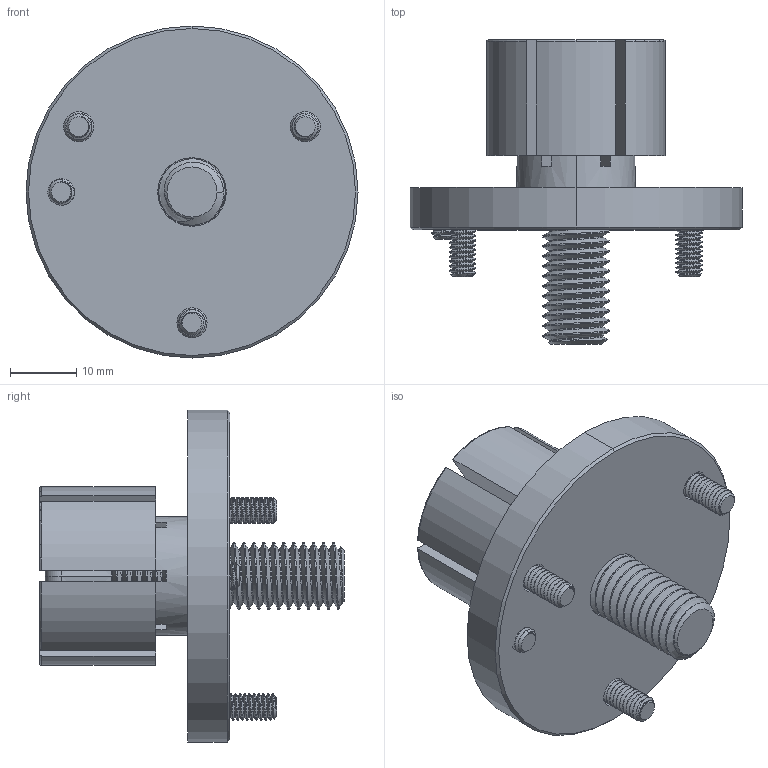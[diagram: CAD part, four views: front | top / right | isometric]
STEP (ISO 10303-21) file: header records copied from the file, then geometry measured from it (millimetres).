
FILE_DESCRIPTION (( 'STEP AP214' ), '1' );
FILE_NAME ('38200DD for Step As Part.STEP', '2022-03-11T19:46:11', ( '' ), ( '' ), 'SwSTEP 2.0', 'SolidWorks 2021', '' );
FILE_SCHEMA (( 'AUTOMOTIVE_DESIGN' ));
Length unit declared in the file: inch
Products named in the file (1): 38200DD for Step As Part
Bounding box: 49.96 x 45.78 x 49.96 mm (x, y, z)
Volume: 22371.2 mm3; surface area: 13043.5 mm2
Topology: 6 solids, 6 shells, 482 faces, 1303 edges, 839 vertices
Faces by surface type: cylinder 303, plane 78, cone 74, torus 16, bspline 11
Entity records: 29449 total; most frequent: CARTESIAN_POINT 12697, ORIENTED_EDGE 2606, DIRECTION 1786, EDGE_CURVE 1303, VERTEX_POINT 839, AXIS2_PLACEMENT_3D 664, EDGE_LOOP 496, UNCERTAINTY_MEASURE_WITH_UNIT 490
